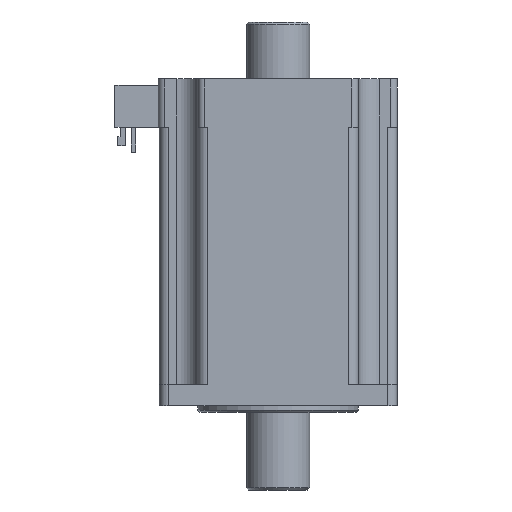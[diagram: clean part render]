
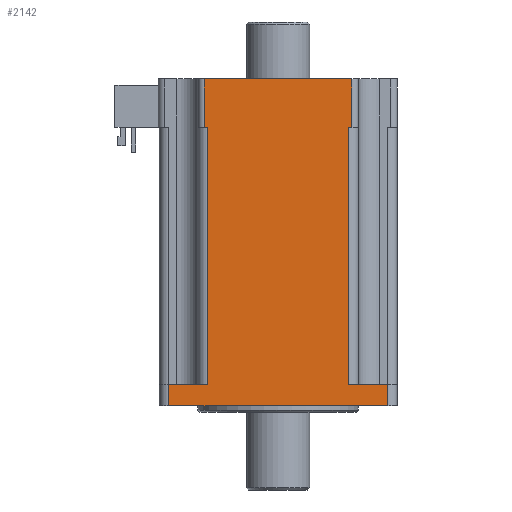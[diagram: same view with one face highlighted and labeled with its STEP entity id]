
A CAD part, front view. The second image highlights one B-rep face of the part: STEP entity #2142.
In plain terms, the highlighted planar face has unit normal (0, -1, 0).
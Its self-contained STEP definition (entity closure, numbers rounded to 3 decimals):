
#160=FACE_OUTER_BOUND('',#292,.T.);
#292=EDGE_LOOP('',(#1767,#1768,#1769,#1770,#1771,#1772,#1773,#1774,#1775,
#1776,#1777,#1778));
#381=LINE('',#3141,#596);
#392=LINE('',#3207,#607);
#395=LINE('',#3213,#610);
#397=LINE('',#3222,#612);
#398=LINE('',#3224,#613);
#503=LINE('',#3499,#718);
#504=LINE('',#3502,#719);
#505=LINE('',#3504,#720);
#506=LINE('',#3506,#721);
#507=LINE('',#3508,#722);
#508=LINE('',#3510,#723);
#509=LINE('',#3511,#724);
#596=VECTOR('',#2470,10.);
#607=VECTOR('',#2529,10.);
#610=VECTOR('',#2536,10.);
#612=VECTOR('',#2544,10.);
#613=VECTOR('',#2547,10.);
#718=VECTOR('',#2846,10.);
#719=VECTOR('',#2849,10.);
#720=VECTOR('',#2850,10.);
#721=VECTOR('',#2851,10.);
#722=VECTOR('',#2852,10.);
#723=VECTOR('',#2853,10.);
#724=VECTOR('',#2854,10.);
#910=VERTEX_POINT('',#3138);
#911=VERTEX_POINT('',#3140);
#940=VERTEX_POINT('',#3203);
#942=VERTEX_POINT('',#3206);
#945=VERTEX_POINT('',#3216);
#947=VERTEX_POINT('',#3220);
#1020=VERTEX_POINT('',#3497);
#1021=VERTEX_POINT('',#3501);
#1022=VERTEX_POINT('',#3503);
#1023=VERTEX_POINT('',#3505);
#1024=VERTEX_POINT('',#3507);
#1025=VERTEX_POINT('',#3509);
#1117=EDGE_CURVE('',#910,#911,#381,.T.);
#1150=EDGE_CURVE('',#940,#942,#392,.T.);
#1154=EDGE_CURVE('',#942,#910,#395,.T.);
#1158=EDGE_CURVE('',#947,#945,#397,.T.);
#1159=EDGE_CURVE('',#911,#947,#398,.T.);
#1290=EDGE_CURVE('',#1020,#940,#503,.T.);
#1291=EDGE_CURVE('',#1020,#1021,#504,.T.);
#1292=EDGE_CURVE('',#1022,#1021,#505,.T.);
#1293=EDGE_CURVE('',#1023,#1022,#506,.T.);
#1294=EDGE_CURVE('',#1023,#1024,#507,.T.);
#1295=EDGE_CURVE('',#1024,#1025,#508,.T.);
#1296=EDGE_CURVE('',#945,#1025,#509,.T.);
#1767=ORIENTED_EDGE('',*,*,#1290,.F.);
#1768=ORIENTED_EDGE('',*,*,#1291,.T.);
#1769=ORIENTED_EDGE('',*,*,#1292,.F.);
#1770=ORIENTED_EDGE('',*,*,#1293,.F.);
#1771=ORIENTED_EDGE('',*,*,#1294,.T.);
#1772=ORIENTED_EDGE('',*,*,#1295,.T.);
#1773=ORIENTED_EDGE('',*,*,#1296,.F.);
#1774=ORIENTED_EDGE('',*,*,#1158,.F.);
#1775=ORIENTED_EDGE('',*,*,#1159,.F.);
#1776=ORIENTED_EDGE('',*,*,#1117,.F.);
#1777=ORIENTED_EDGE('',*,*,#1154,.F.);
#1778=ORIENTED_EDGE('',*,*,#1150,.F.);
#2047=PLANE('',#2338);
#2142=ADVANCED_FACE('',(#160),#2047,.T.);
#2338=AXIS2_PLACEMENT_3D('',#3500,#2847,#2848);
#2470=DIRECTION('',(1.,0.,0.));
#2529=DIRECTION('',(-1.,0.,0.));
#2536=DIRECTION('',(0.,0.,1.));
#2544=DIRECTION('',(-1.,0.,0.));
#2547=DIRECTION('',(0.,0.,-1.));
#2846=DIRECTION('',(0.,0.,1.));
#2847=DIRECTION('center_axis',(0.,-1.,0.));
#2848=DIRECTION('ref_axis',(1.,0.,0.));
#2849=DIRECTION('',(-1.,0.,0.));
#2850=DIRECTION('',(0.,0.,1.));
#2851=DIRECTION('',(-1.,0.,0.));
#2852=DIRECTION('',(0.,0.,1.));
#2853=DIRECTION('',(-1.,0.,0.));
#2854=DIRECTION('',(0.,0.,-1.));
#3138=CARTESIAN_POINT('',(-17.5,-28.2,77.5));
#3140=CARTESIAN_POINT('',(17.5,-28.2,77.5));
#3141=CARTESIAN_POINT('',(-9.5,-28.2,77.5));
#3203=CARTESIAN_POINT('',(-16.7,-28.2,66.));
#3206=CARTESIAN_POINT('',(-17.5,-28.2,66.));
#3207=CARTESIAN_POINT('',(19.,-28.2,66.));
#3213=CARTESIAN_POINT('',(-17.5,-28.2,66.));
#3216=CARTESIAN_POINT('',(16.7,-28.2,66.));
#3220=CARTESIAN_POINT('',(17.5,-28.2,66.));
#3222=CARTESIAN_POINT('',(19.,-28.2,66.));
#3224=CARTESIAN_POINT('',(17.5,-28.2,66.));
#3497=CARTESIAN_POINT('',(-16.7,-28.2,5.));
#3499=CARTESIAN_POINT('',(-16.7,-28.2,39.5));
#3500=CARTESIAN_POINT('Origin',(-25.9,-28.2,0.));
#3501=CARTESIAN_POINT('',(-25.9,-28.2,5.));
#3502=CARTESIAN_POINT('',(-12.95,-28.2,5.));
#3503=CARTESIAN_POINT('',(-25.9,-28.2,0.));
#3504=CARTESIAN_POINT('',(-25.9,-28.2,0.));
#3505=CARTESIAN_POINT('',(25.9,-28.2,0.));
#3506=CARTESIAN_POINT('',(25.9,-28.2,0.));
#3507=CARTESIAN_POINT('',(25.9,-28.2,5.));
#3508=CARTESIAN_POINT('',(25.9,-28.2,0.));
#3509=CARTESIAN_POINT('',(16.7,-28.2,5.));
#3510=CARTESIAN_POINT('',(-12.95,-28.2,5.));
#3511=CARTESIAN_POINT('',(16.7,-28.2,2.5));
